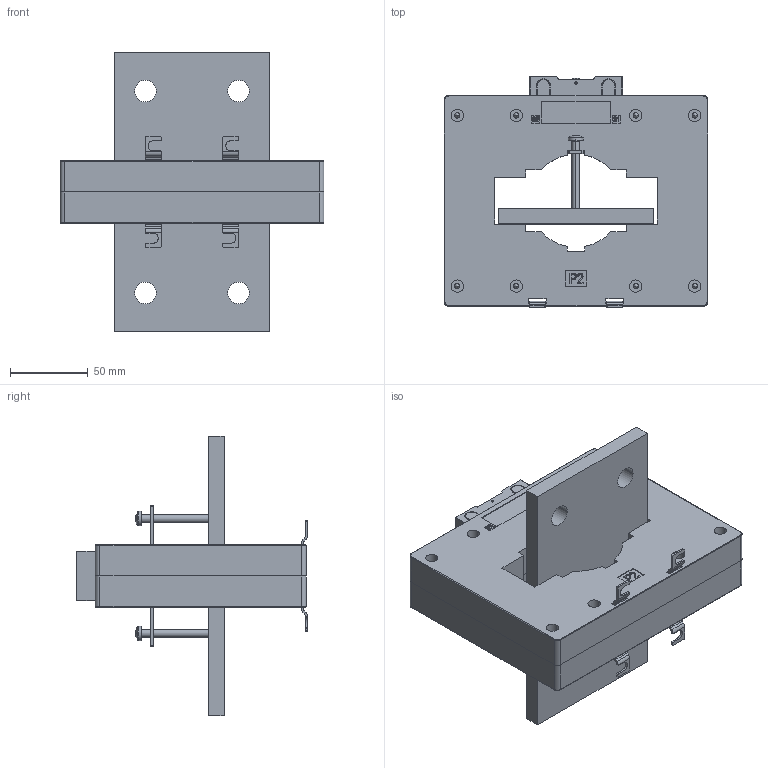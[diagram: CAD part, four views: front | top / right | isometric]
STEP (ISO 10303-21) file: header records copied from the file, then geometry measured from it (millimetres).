
FILE_DESCRIPTION (( 'STEP AP214' ), '1' );
FILE_NAME ('ﾒ-0,66-100-I (600ﾀ-1500ﾀ).STEP', '2024-04-16T07:01:26', ( '' ), ( '' ), 'SwSTEP 2.0', 'SolidWorks 2014', '' );
FILE_SCHEMA (( 'AUTOMOTIVE_DESIGN' ));
Length unit declared in the file: millimetre
Products named in the file (15): curved spring lock washer_din_Spring washer DIN 128 - A5; plain washer hardened grade a_din_Washer DIN 125 - A 5.3 - 300HV; Êîíòàêò; sheet metal screws_din_Tapping screw DIN 7049-ST3.5x22-C-H-N; 咈櫡_-01; Êîðïóñ Ð2 äëÿ Ò-0,66-100-I; Êðûøêà çàùèòíàÿ äëÿ Ò-0,66-60-I; Êîðïóñ Ð1 äëÿ Ò-0,66-100-I; ﾒ-0,66-100-I (600ﾀ-1500ﾀ); ÂÅÈÓ.685527.022 Øèíà 100õ180_-00; pan head cross recess screw_din_ISO 7045 - M5 x 45 - Z --- 38N; ÂÅÈÓ.746142.019 Ïëàíêà ïðèæèìíàÿ; Âèíò ïëîìáèðîâî÷íûé DIN 404_ 4å10; Ãàéêà Ì4.5.019 ÃÎÑÒ5915-70; slotted cheese head screw_din_ISO 1207 - M5 x 10 --- 10N
Assembly tree (29 placements, depth 2):
  ﾒ-0,66-100-I (600ﾀ-1500ﾀ)
    Êîðïóñ Ð1 äëÿ Ò-0,66-100-I
    Êðûøêà çàùèòíàÿ äëÿ Ò-0,66-60-I
    Êîðïóñ Ð2 äëÿ Ò-0,66-100-I
    咈櫡_-01  x4
    sheet metal screws_din_Tapping screw DIN 7049-ST3.5x22-C-H-N  x8
    Êîíòàêò  x2
    plain washer hardened grade a_din_Washer DIN 125 - A 5.3 - 300HV  x2
    curved spring lock washer_din_Spring washer DIN 128 - A5  x2
    slotted cheese head screw_din_ISO 1207 - M5 x 10 --- 10N  x2
    Ãàéêà Ì4.5.019 ÃÎÑÒ5915-70
    Âèíò ïëîìáèðîâî÷íûé DIN 404_ 4å10
    ÂÅÈÓ.746142.019 Ïëàíêà ïðèæèìíàÿ
    pan head cross recess screw_din_ISO 7045 - M5 x 45 - Z --- 38N  x2
    ÂÅÈÓ.685527.022 Øèíà 100õ180_-00
Bounding box: 170 x 148.6 x 180 mm (x, y, z)
Volume: 346726.8 mm3; surface area: 227791.7 mm2
Topology: 29 solids, 29 shells, 1392 faces, 3657 edges, 2390 vertices
Faces by surface type: plane 814, cylinder 358, bspline 96, cone 76, torus 24, sphere 24
Entity records: 37761 total; most frequent: CARTESIAN_POINT 11792, ORIENTED_EDGE 5338, DIRECTION 4981, EDGE_CURVE 2669, VERTEX_POINT 1757, LINE 1737, VECTOR 1737, AXIS2_PLACEMENT_3D 1622
